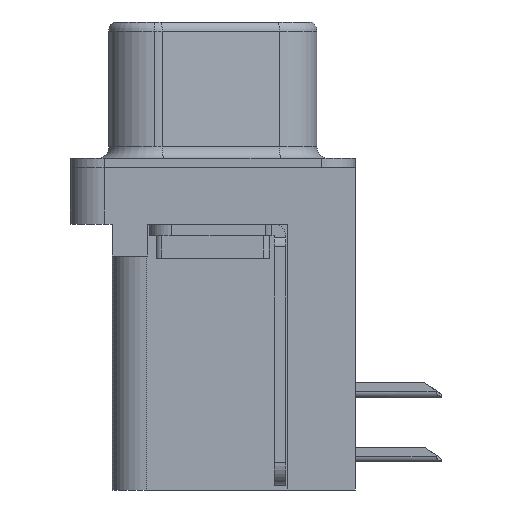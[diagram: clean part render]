
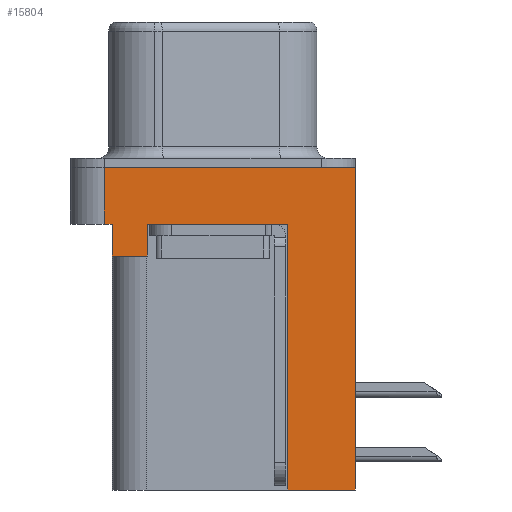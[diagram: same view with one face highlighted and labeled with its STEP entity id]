
A CAD part, left-side view. The second image highlights one B-rep face of the part: STEP entity #15804.
In plain terms, the highlighted planar face has unit normal (-1, 0, 0).
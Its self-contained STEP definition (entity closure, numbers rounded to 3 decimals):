
#122 = VERTEX_POINT ( 'NONE', #12015 ) ;
#157 = CARTESIAN_POINT ( 'NONE',  ( -2.935, -3.295, -2.5 ) ) ;
#209 = ORIENTED_EDGE ( 'NONE', *, *, #5509, .F. ) ;
#234 = VERTEX_POINT ( 'NONE', #9606 ) ;
#249 = CARTESIAN_POINT ( 'NONE',  ( -2.935, 4.775, 0. ) ) ;
#655 = FACE_OUTER_BOUND ( 'NONE', #16408, .T. ) ;
#1231 = VERTEX_POINT ( 'NONE', #157 ) ;
#2454 = EDGE_CURVE ( 'NONE', #122, #16076, #10783, .T. ) ;
#2471 = VECTOR ( 'NONE', #3714, 1000. ) ;
#2529 = DIRECTION ( 'NONE',  ( 0., 1., 0. ) ) ;
#2645 = ORIENTED_EDGE ( 'NONE', *, *, #2454, .F. ) ;
#2713 = DIRECTION ( 'NONE',  ( 0., 0., 1. ) ) ;
#2830 = ORIENTED_EDGE ( 'NONE', *, *, #13947, .T. ) ;
#2934 = LINE ( 'NONE', #13373, #8996 ) ;
#3142 = VERTEX_POINT ( 'NONE', #11334 ) ;
#3560 = ORIENTED_EDGE ( 'NONE', *, *, #17275, .T. ) ;
#3614 = CARTESIAN_POINT ( 'NONE',  ( -2.935, 2.895, -3.9 ) ) ;
#3689 = LINE ( 'NONE', #9718, #18595 ) ;
#3714 = DIRECTION ( 'NONE',  ( 0., 0., 1. ) ) ;
#3774 = CARTESIAN_POINT ( 'NONE',  ( -2.935, -6.275, -2.5 ) ) ;
#4624 = LINE ( 'NONE', #4904, #8388 ) ;
#4904 = CARTESIAN_POINT ( 'NONE',  ( -2.935, 4.425, -3.9 ) ) ;
#5236 = LINE ( 'NONE', #14060, #16711 ) ;
#5509 = EDGE_CURVE ( 'NONE', #16076, #13249, #15383, .T. ) ;
#5585 = CARTESIAN_POINT ( 'NONE',  ( -2.935, -3.295, -14.2 ) ) ;
#5996 = ORIENTED_EDGE ( 'NONE', *, *, #18630, .T. ) ;
#6041 = VECTOR ( 'NONE', #18245, 1000. ) ;
#6497 = VERTEX_POINT ( 'NONE', #13250 ) ;
#6693 = DIRECTION ( 'NONE',  ( -1., 0., 0. ) ) ;
#7341 = VECTOR ( 'NONE', #16629, 1000. ) ;
#7362 = ORIENTED_EDGE ( 'NONE', *, *, #14789, .T. ) ;
#7477 = EDGE_CURVE ( 'NONE', #234, #3142, #4624, .T. ) ;
#8068 = LINE ( 'NONE', #12579, #6041 ) ;
#8138 = VERTEX_POINT ( 'NONE', #14088 ) ;
#8170 = LINE ( 'NONE', #3774, #7341 ) ;
#8388 = VECTOR ( 'NONE', #17771, 1000. ) ;
#8610 = EDGE_CURVE ( 'NONE', #13749, #14267, #3689, .T. ) ;
#8699 = CARTESIAN_POINT ( 'NONE',  ( -2.935, -6.275, 0. ) ) ;
#8777 = VECTOR ( 'NONE', #2713, 1000. ) ;
#8996 = VECTOR ( 'NONE', #10297, 1000. ) ;
#9530 = CARTESIAN_POINT ( 'NONE',  ( -2.935, -3.295, -14.2 ) ) ;
#9606 = CARTESIAN_POINT ( 'NONE',  ( -2.935, 2.895, -3.9 ) ) ;
#9718 = CARTESIAN_POINT ( 'NONE',  ( -2.935, -3.295, -14.2 ) ) ;
#10297 = DIRECTION ( 'NONE',  ( 0., 0., 1. ) ) ;
#10617 = VECTOR ( 'NONE', #16106, 1000. ) ;
#10783 = LINE ( 'NONE', #12420, #12876 ) ;
#11212 = EDGE_CURVE ( 'NONE', #14267, #1231, #12773, .T. ) ;
#11321 = ORIENTED_EDGE ( 'NONE', *, *, #7477, .F. ) ;
#11334 = CARTESIAN_POINT ( 'NONE',  ( -2.935, 4.425, -3.9 ) ) ;
#12015 = CARTESIAN_POINT ( 'NONE',  ( -2.935, 4.775, -2.5 ) ) ;
#12172 = CARTESIAN_POINT ( 'NONE',  ( -2.935, -6.275, 0. ) ) ;
#12248 = CARTESIAN_POINT ( 'NONE',  ( -2.935, -6.275, -14.2 ) ) ;
#12420 = CARTESIAN_POINT ( 'NONE',  ( -2.935, 4.775, -2.5 ) ) ;
#12579 = CARTESIAN_POINT ( 'NONE',  ( -2.935, -6.275, -2.5 ) ) ;
#12773 = LINE ( 'NONE', #5585, #8777 ) ;
#12876 = VECTOR ( 'NONE', #16650, 1000. ) ;
#13249 = VERTEX_POINT ( 'NONE', #12172 ) ;
#13250 = CARTESIAN_POINT ( 'NONE',  ( -2.935, 2.895, -2.5 ) ) ;
#13373 = CARTESIAN_POINT ( 'NONE',  ( -2.935, 4.425, -3.9 ) ) ;
#13686 = ORIENTED_EDGE ( 'NONE', *, *, #8610, .F. ) ;
#13749 = VERTEX_POINT ( 'NONE', #12248 ) ;
#13784 = PLANE ( 'NONE',  #16807 ) ;
#13947 = EDGE_CURVE ( 'NONE', #6497, #1231, #5236, .T. ) ;
#14042 = EDGE_CURVE ( 'NONE', #3142, #8138, #2934, .T. ) ;
#14060 = CARTESIAN_POINT ( 'NONE',  ( -2.935, -6.275, -2.5 ) ) ;
#14088 = CARTESIAN_POINT ( 'NONE',  ( -2.935, 4.425, -2.5 ) ) ;
#14155 = ORIENTED_EDGE ( 'NONE', *, *, #11212, .F. ) ;
#14267 = VERTEX_POINT ( 'NONE', #9530 ) ;
#14789 = EDGE_CURVE ( 'NONE', #13749, #13249, #8068, .T. ) ;
#15383 = LINE ( 'NONE', #8699, #10617 ) ;
#15804 = ADVANCED_FACE ( 'NONE', ( #655 ), #13784, .T. ) ;
#16076 = VERTEX_POINT ( 'NONE', #249 ) ;
#16106 = DIRECTION ( 'NONE',  ( 0., -1., 0. ) ) ;
#16408 = EDGE_LOOP ( 'NONE', ( #209, #2645, #3560, #18850, #11321, #5996, #2830, #14155, #13686, #7362 ) ) ;
#16629 = DIRECTION ( 'NONE',  ( 0., -1., 0. ) ) ;
#16650 = DIRECTION ( 'NONE',  ( 0., 0., 1. ) ) ;
#16711 = VECTOR ( 'NONE', #18561, 1000. ) ;
#16764 = LINE ( 'NONE', #3614, #2471 ) ;
#16807 = AXIS2_PLACEMENT_3D ( 'NONE', #18107, #6693, #18203 ) ;
#17275 = EDGE_CURVE ( 'NONE', #122, #8138, #8170, .T. ) ;
#17771 = DIRECTION ( 'NONE',  ( 0., 1., 0. ) ) ;
#18107 = CARTESIAN_POINT ( 'NONE',  ( -2.935, -6.275, -2.5 ) ) ;
#18203 = DIRECTION ( 'NONE',  ( 0., 0., 1. ) ) ;
#18245 = DIRECTION ( 'NONE',  ( 0., 0., 1. ) ) ;
#18561 = DIRECTION ( 'NONE',  ( 0., -1., 0. ) ) ;
#18595 = VECTOR ( 'NONE', #2529, 1000. ) ;
#18630 = EDGE_CURVE ( 'NONE', #234, #6497, #16764, .T. ) ;
#18850 = ORIENTED_EDGE ( 'NONE', *, *, #14042, .F. ) ;
